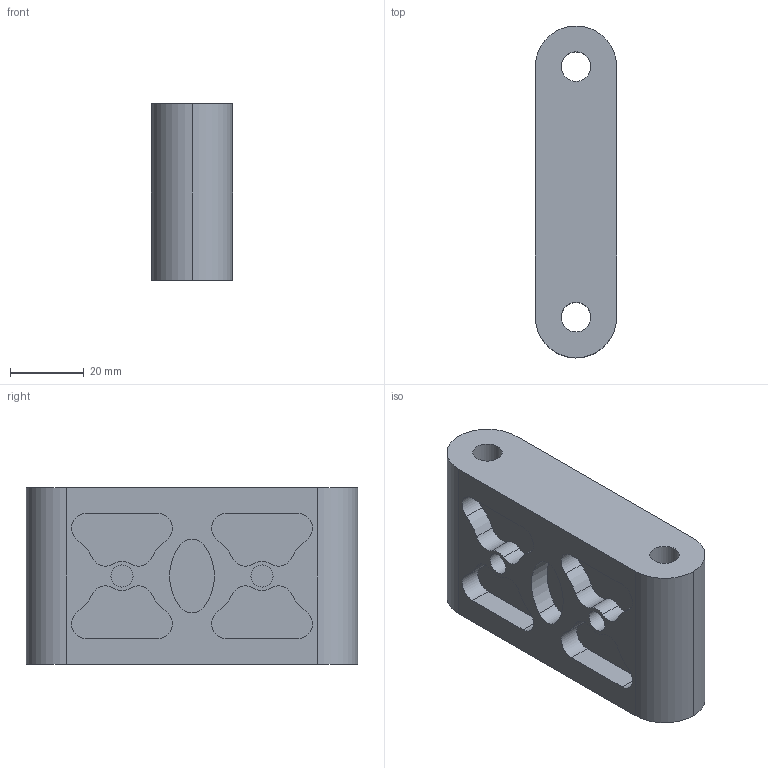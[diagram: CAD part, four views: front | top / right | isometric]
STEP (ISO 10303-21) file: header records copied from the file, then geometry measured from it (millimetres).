
FILE_DESCRIPTION(('FreeCAD Model'),'2;1');
FILE_NAME('mid hinge.step', '2020-07-13T19:02:54',('Author'),(''), 'Open CASCADE STEP processor 7.2','FreeCAD','Unknown');
FILE_SCHEMA(('AUTOMOTIVE_DESIGN { 1 0 10303 214 1 1 1 1 }'));
Length unit declared in the file: millimetre
Products named in the file (1): Mirrored
Bounding box: 22 x 90 x 48 mm (x, y, z)
Volume: 67528.6 mm3; surface area: 20260.6 mm2
Topology: 1 solids, 1 shells, 100 faces, 252 edges, 168 vertices
Faces by surface type: cylinder 74, plane 26
Full cylindrical faces by diameter (mm): 6 x4, 8 x2
Entity records: 6505 total; most frequent: CARTESIAN_POINT 1269, DIRECTION 1062, ORIENTED_EDGE 504, PCURVE 504, DEFINITIONAL_REPRESENTATION 504, LINE 456, VECTOR 456, CIRCLE 256
